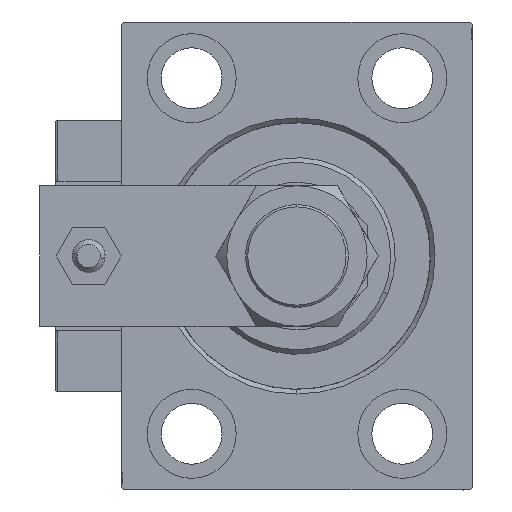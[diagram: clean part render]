
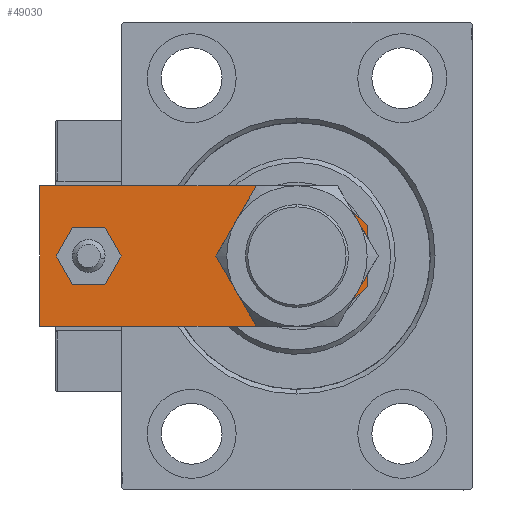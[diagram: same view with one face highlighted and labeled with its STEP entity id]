
A CAD part, left-side view. The second image highlights one B-rep face of the part: STEP entity #49030.
In plain terms, the highlighted face is planar.
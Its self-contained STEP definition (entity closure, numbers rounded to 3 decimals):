
#703 = EDGE_CURVE ( 'NONE', #25764, #29440, #37048, .T. ) ;
#1676 = LINE ( 'NONE', #45726, #9412 ) ;
#2546 = DIRECTION ( 'NONE',  ( 1., 0., 0. ) ) ;
#2903 = CARTESIAN_POINT ( 'NONE',  ( 0., 15., 8. ) ) ;
#4191 = DIRECTION ( 'NONE',  ( 1., 0., 0. ) ) ;
#4761 = CARTESIAN_POINT ( 'NONE',  ( -3.25, -3.25, 8. ) ) ;
#6064 = CARTESIAN_POINT ( 'NONE',  ( -6.5, 0., 8. ) ) ;
#6168 = ORIENTED_EDGE ( 'NONE', *, *, #45511, .T. ) ;
#6911 = CARTESIAN_POINT ( 'NONE',  ( -10., 15., 8. ) ) ;
#7016 = LINE ( 'NONE', #42793, #34629 ) ;
#7069 = CARTESIAN_POINT ( 'NONE',  ( -4., 59.5, 8. ) ) ;
#8176 = VECTOR ( 'NONE', #45586, 1000. ) ;
#8769 = LINE ( 'NONE', #4761, #8176 ) ;
#9412 = VECTOR ( 'NONE', #9948, 1000. ) ;
#9948 = DIRECTION ( 'NONE',  ( -1., 0., 0. ) ) ;
#10086 = DIRECTION ( 'NONE',  ( 0.707, 0.707, 0. ) ) ;
#10290 = CARTESIAN_POINT ( 'NONE',  ( 0., 59.5, 8. ) ) ;
#10398 = FACE_BOUND ( 'NONE', #10595, .T. ) ;
#10543 = ORIENTED_EDGE ( 'NONE', *, *, #703, .F. ) ;
#10595 = EDGE_LOOP ( 'NONE', ( #19999, #10543 ) ) ;
#10652 = DIRECTION ( 'NONE',  ( 0., 0., 1. ) ) ;
#10938 = ORIENTED_EDGE ( 'NONE', *, *, #47400, .T. ) ;
#12300 = CARTESIAN_POINT ( 'NONE',  ( 0., 59.5, 8. ) ) ;
#12744 = DIRECTION ( 'NONE',  ( 0., 0., 1. ) ) ;
#14574 = DIRECTION ( 'NONE',  ( 0., 0., 1. ) ) ;
#15657 = CARTESIAN_POINT ( 'NONE',  ( -15., 70., 8. ) ) ;
#15886 = CARTESIAN_POINT ( 'NONE',  ( -15., 8.5, 8. ) ) ;
#16590 = DIRECTION ( 'NONE',  ( 0., 0., 1. ) ) ;
#16643 = ORIENTED_EDGE ( 'NONE', *, *, #30123, .F. ) ;
#16664 = VECTOR ( 'NONE', #10086, 1000. ) ;
#17782 = VERTEX_POINT ( 'NONE', #42043 ) ;
#17809 = CARTESIAN_POINT ( 'NONE',  ( 6.5, 0., 8. ) ) ;
#18114 = EDGE_CURVE ( 'NONE', #47808, #26989, #41186, .T. ) ;
#18204 = AXIS2_PLACEMENT_3D ( 'NONE', #2903, #47987, #31175 ) ;
#19999 = ORIENTED_EDGE ( 'NONE', *, *, #37532, .F. ) ;
#20069 = AXIS2_PLACEMENT_3D ( 'NONE', #10290, #14574, #2546 ) ;
#21678 = CARTESIAN_POINT ( 'NONE',  ( 0., 0., 8. ) ) ;
#23314 = DIRECTION ( 'NONE',  ( 1., 0., 0. ) ) ;
#24463 = CIRCLE ( 'NONE', #52522, 4. ) ;
#25764 = VERTEX_POINT ( 'NONE', #26254 ) ;
#26254 = CARTESIAN_POINT ( 'NONE',  ( 4., 59.5, 8. ) ) ;
#26929 = FACE_OUTER_BOUND ( 'NONE', #40504, .T. ) ;
#26989 = VERTEX_POINT ( 'NONE', #42919 ) ;
#27055 = VERTEX_POINT ( 'NONE', #15886 ) ;
#28205 = CARTESIAN_POINT ( 'NONE',  ( 0., 15., 8. ) ) ;
#29440 = VERTEX_POINT ( 'NONE', #7069 ) ;
#29895 = PLANE ( 'NONE',  #37545 ) ;
#30123 = EDGE_CURVE ( 'NONE', #26989, #47808, #52484, .T. ) ;
#30618 = EDGE_CURVE ( 'NONE', #38086, #40023, #7016, .T. ) ;
#31175 = DIRECTION ( 'NONE',  ( 1., 0., 0. ) ) ;
#31843 = CARTESIAN_POINT ( 'NONE',  ( -15., 70., 8. ) ) ;
#33000 = EDGE_CURVE ( 'NONE', #40023, #17782, #50134, .T. ) ;
#34533 = CARTESIAN_POINT ( 'NONE',  ( 15., 0., 8. ) ) ;
#34629 = VECTOR ( 'NONE', #23314, 1000. ) ;
#34678 = CARTESIAN_POINT ( 'NONE',  ( 15., 70., 8. ) ) ;
#35679 = VECTOR ( 'NONE', #50832, 1000. ) ;
#35845 = LINE ( 'NONE', #31843, #39898 ) ;
#35912 = EDGE_CURVE ( 'NONE', #27055, #38086, #8769, .T. ) ;
#37048 = CIRCLE ( 'NONE', #20069, 4. ) ;
#37532 = EDGE_CURVE ( 'NONE', #29440, #25764, #24463, .T. ) ;
#37545 = AXIS2_PLACEMENT_3D ( 'NONE', #21678, #10652, #38401 ) ;
#38086 = VERTEX_POINT ( 'NONE', #6064 ) ;
#38095 = CARTESIAN_POINT ( 'NONE',  ( 3.25, -3.25, 8. ) ) ;
#38326 = ORIENTED_EDGE ( 'NONE', *, *, #40246, .T. ) ;
#38401 = DIRECTION ( 'NONE',  ( 1., 0., 0. ) ) ;
#38728 = EDGE_LOOP ( 'NONE', ( #46620, #16643 ) ) ;
#39738 = AXIS2_PLACEMENT_3D ( 'NONE', #28205, #12744, #4191 ) ;
#39898 = VECTOR ( 'NONE', #48140, 1000. ) ;
#40023 = VERTEX_POINT ( 'NONE', #17809 ) ;
#40246 = EDGE_CURVE ( 'NONE', #48190, #27055, #35845, .T. ) ;
#40504 = EDGE_LOOP ( 'NONE', ( #38326, #50150, #43538, #48648, #6168, #10938 ) ) ;
#41186 = CIRCLE ( 'NONE', #18204, 10. ) ;
#42043 = CARTESIAN_POINT ( 'NONE',  ( 15., 8.5, 8. ) ) ;
#42306 = LINE ( 'NONE', #34533, #35679 ) ;
#42793 = CARTESIAN_POINT ( 'NONE',  ( -15., 0., 8. ) ) ;
#42919 = CARTESIAN_POINT ( 'NONE',  ( 10., 15., 8. ) ) ;
#43538 = ORIENTED_EDGE ( 'NONE', *, *, #30618, .T. ) ;
#45511 = EDGE_CURVE ( 'NONE', #17782, #52503, #42306, .T. ) ;
#45586 = DIRECTION ( 'NONE',  ( 0.707, -0.707, 0. ) ) ;
#45726 = CARTESIAN_POINT ( 'NONE',  ( 15., 70., 8. ) ) ;
#46620 = ORIENTED_EDGE ( 'NONE', *, *, #18114, .F. ) ;
#47215 = FACE_BOUND ( 'NONE', #38728, .T. ) ;
#47400 = EDGE_CURVE ( 'NONE', #52503, #48190, #1676, .T. ) ;
#47808 = VERTEX_POINT ( 'NONE', #6911 ) ;
#47987 = DIRECTION ( 'NONE',  ( 0., 0., 1. ) ) ;
#48140 = DIRECTION ( 'NONE',  ( 0., -1., 0. ) ) ;
#48190 = VERTEX_POINT ( 'NONE', #15657 ) ;
#48648 = ORIENTED_EDGE ( 'NONE', *, *, #33000, .T. ) ;
#49030 = ADVANCED_FACE ( 'NONE', ( #10398, #26929, #47215 ), #29895, .T. ) ;
#49128 = DIRECTION ( 'NONE',  ( 1., 0., 0. ) ) ;
#50134 = LINE ( 'NONE', #38095, #16664 ) ;
#50150 = ORIENTED_EDGE ( 'NONE', *, *, #35912, .T. ) ;
#50832 = DIRECTION ( 'NONE',  ( 0., 1., 0. ) ) ;
#52484 = CIRCLE ( 'NONE', #39738, 10. ) ;
#52503 = VERTEX_POINT ( 'NONE', #34678 ) ;
#52522 = AXIS2_PLACEMENT_3D ( 'NONE', #12300, #16590, #49128 ) ;
